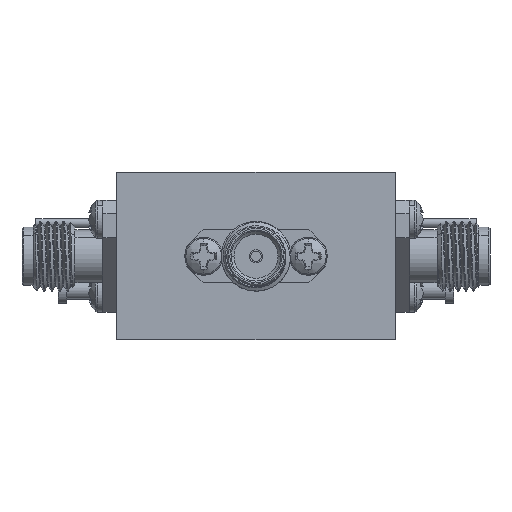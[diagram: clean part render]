
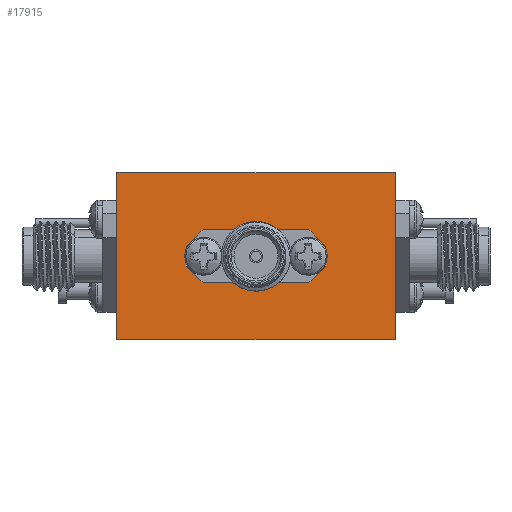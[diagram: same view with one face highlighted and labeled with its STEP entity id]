
A CAD part, front view. The second image highlights one B-rep face of the part: STEP entity #17915.
In plain terms, the highlighted planar face has unit normal (0, -1, 0).
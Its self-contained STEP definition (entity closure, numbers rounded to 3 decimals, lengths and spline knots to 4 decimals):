
#102 = LINE ( 'NONE', #16481, #42666 ) ;
#365 = CARTESIAN_POINT ( 'NONE',  ( 0.25, -0.6, -0.035 ) ) ;
#608 = LINE ( 'NONE', #7848, #24686 ) ;
#653 = DIRECTION ( 'NONE',  ( 0.707, 0., -0.707 ) ) ;
#1343 = CARTESIAN_POINT ( 'NONE',  ( -0.19, -0.6, -0.095 ) ) ;
#1405 = LINE ( 'NONE', #41158, #18770 ) ;
#1580 = EDGE_CURVE ( 'NONE', #18285, #10933, #102, .T. ) ;
#1632 = ORIENTED_EDGE ( 'NONE', *, *, #2873, .F. ) ;
#1765 = EDGE_CURVE ( 'NONE', #45316, #37889, #28665, .T. ) ;
#2217 = DIRECTION ( 'NONE',  ( -1., 0., 0. ) ) ;
#2873 = EDGE_CURVE ( 'NONE', #37889, #18375, #608, .T. ) ;
#3024 = VERTEX_POINT ( 'NONE', #41477 ) ;
#3424 = FACE_BOUND ( 'NONE', #24301, .T. ) ;
#3655 = CARTESIAN_POINT ( 'NONE',  ( -0.19, -0.6, 0.095 ) ) ;
#5101 = CARTESIAN_POINT ( 'NONE',  ( 0.25, -0.6, 0.035 ) ) ;
#5565 = CARTESIAN_POINT ( 'NONE',  ( 0.5, -0.6, 0.3 ) ) ;
#6787 = EDGE_CURVE ( 'NONE', #3024, #35312, #14930, .T. ) ;
#7848 = CARTESIAN_POINT ( 'NONE',  ( 0.19, -0.6, 0.095 ) ) ;
#7947 = VECTOR ( 'NONE', #41657, 39.3701 ) ;
#8374 = VERTEX_POINT ( 'NONE', #32569 ) ;
#9226 = VECTOR ( 'NONE', #2217, 39.3701 ) ;
#9379 = DIRECTION ( 'NONE',  ( 1., 0., 0. ) ) ;
#9422 = ORIENTED_EDGE ( 'NONE', *, *, #24648, .F. ) ;
#9588 = EDGE_CURVE ( 'NONE', #18285, #3024, #1405, .T. ) ;
#10417 = EDGE_LOOP ( 'NONE', ( #21184, #9422, #44065, #28076 ) ) ;
#10933 = VERTEX_POINT ( 'NONE', #21785 ) ;
#11088 = VECTOR ( 'NONE', #33555, 39.3701 ) ;
#11301 = CARTESIAN_POINT ( 'NONE',  ( -0.19, -0.6, -0.095 ) ) ;
#11932 = CARTESIAN_POINT ( 'NONE',  ( -0.25, -0.6, 0.035 ) ) ;
#12409 = LINE ( 'NONE', #37605, #17438 ) ;
#13021 = CARTESIAN_POINT ( 'NONE',  ( 0.25, -0.6, -0.035 ) ) ;
#13411 = CARTESIAN_POINT ( 'NONE',  ( -0.5, -0.6, 0.3 ) ) ;
#13641 = DIRECTION ( 'NONE',  ( 1., 0., 0. ) ) ;
#14048 = FACE_OUTER_BOUND ( 'NONE', #10417, .T. ) ;
#14657 = EDGE_CURVE ( 'NONE', #25681, #15721, #18745, .T. ) ;
#14678 = LINE ( 'NONE', #13021, #7947 ) ;
#14930 = LINE ( 'NONE', #33514, #36251 ) ;
#15041 = EDGE_CURVE ( 'NONE', #8374, #26009, #25444, .T. ) ;
#15676 = LINE ( 'NONE', #5565, #40341 ) ;
#15721 = VERTEX_POINT ( 'NONE', #1343 ) ;
#16481 = CARTESIAN_POINT ( 'NONE',  ( -0.5, -0.6, 0.3 ) ) ;
#16769 = CARTESIAN_POINT ( 'NONE',  ( -0.25, -0.6, -0.095 ) ) ;
#17136 = EDGE_CURVE ( 'NONE', #25681, #45316, #14678, .T. ) ;
#17438 = VECTOR ( 'NONE', #9379, 39.3701 ) ;
#17683 = CARTESIAN_POINT ( 'NONE',  ( 0.19, -0.6, 0.095 ) ) ;
#17915 = ADVANCED_FACE ( 'NONE', ( #14048, #3424 ), #19700, .F. ) ;
#18043 = VECTOR ( 'NONE', #28294, 39.3701 ) ;
#18285 = VERTEX_POINT ( 'NONE', #38215 ) ;
#18375 = VERTEX_POINT ( 'NONE', #17683 ) ;
#18650 = DIRECTION ( 'NONE',  ( -0.707, 0., 0.707 ) ) ;
#18745 = LINE ( 'NONE', #16769, #9226 ) ;
#18770 = VECTOR ( 'NONE', #30837, 39.3701 ) ;
#19455 = CARTESIAN_POINT ( 'NONE',  ( 0.5, -0.6, -0.3 ) ) ;
#19700 = PLANE ( 'NONE',  #25410 ) ;
#19972 = CARTESIAN_POINT ( 'NONE',  ( -0.25, -0.6, -0.035 ) ) ;
#20610 = LINE ( 'NONE', #11932, #11088 ) ;
#21184 = ORIENTED_EDGE ( 'NONE', *, *, #6787, .T. ) ;
#21785 = CARTESIAN_POINT ( 'NONE',  ( 0.5, -0.6, 0.3 ) ) ;
#22479 = VERTEX_POINT ( 'NONE', #3655 ) ;
#22522 = ORIENTED_EDGE ( 'NONE', *, *, #1765, .F. ) ;
#23747 = DIRECTION ( 'NONE',  ( 0., 0., -1. ) ) ;
#23799 = ORIENTED_EDGE ( 'NONE', *, *, #14657, .T. ) ;
#23887 = DIRECTION ( 'NONE',  ( 0., 1., 0. ) ) ;
#24105 = VECTOR ( 'NONE', #653, 39.3701 ) ;
#24301 = EDGE_LOOP ( 'NONE', ( #26408, #45186, #1632, #22522, #29712, #23799, #31705, #28655 ) ) ;
#24648 = EDGE_CURVE ( 'NONE', #10933, #35312, #15676, .T. ) ;
#24686 = VECTOR ( 'NONE', #18650, 39.3701 ) ;
#25410 = AXIS2_PLACEMENT_3D ( 'NONE', #13411, #23887, #34411 ) ;
#25444 = LINE ( 'NONE', #27816, #35557 ) ;
#25681 = VERTEX_POINT ( 'NONE', #26972 ) ;
#26009 = VERTEX_POINT ( 'NONE', #19972 ) ;
#26408 = ORIENTED_EDGE ( 'NONE', *, *, #41272, .F. ) ;
#26972 = CARTESIAN_POINT ( 'NONE',  ( 0.19, -0.6, -0.095 ) ) ;
#27816 = CARTESIAN_POINT ( 'NONE',  ( -0.25, -0.6, -0.035 ) ) ;
#28076 = ORIENTED_EDGE ( 'NONE', *, *, #9588, .T. ) ;
#28294 = DIRECTION ( 'NONE',  ( 0., 0., 1. ) ) ;
#28655 = ORIENTED_EDGE ( 'NONE', *, *, #15041, .F. ) ;
#28665 = LINE ( 'NONE', #46124, #18043 ) ;
#29712 = ORIENTED_EDGE ( 'NONE', *, *, #17136, .F. ) ;
#30837 = DIRECTION ( 'NONE',  ( 0., 0., -1. ) ) ;
#31705 = ORIENTED_EDGE ( 'NONE', *, *, #38255, .F. ) ;
#32569 = CARTESIAN_POINT ( 'NONE',  ( -0.25, -0.6, 0.035 ) ) ;
#33514 = CARTESIAN_POINT ( 'NONE',  ( -0.5, -0.6, -0.3 ) ) ;
#33555 = DIRECTION ( 'NONE',  ( -0.707, 0., -0.707 ) ) ;
#33912 = DIRECTION ( 'NONE',  ( 0., 0., -1. ) ) ;
#34411 = DIRECTION ( 'NONE',  ( 0., 0., 1. ) ) ;
#35312 = VERTEX_POINT ( 'NONE', #19455 ) ;
#35557 = VECTOR ( 'NONE', #23747, 39.3701 ) ;
#36251 = VECTOR ( 'NONE', #37135, 39.3701 ) ;
#37135 = DIRECTION ( 'NONE',  ( 1., 0., 0. ) ) ;
#37605 = CARTESIAN_POINT ( 'NONE',  ( -0.25, -0.6, 0.095 ) ) ;
#37889 = VERTEX_POINT ( 'NONE', #5101 ) ;
#38147 = LINE ( 'NONE', #11301, #24105 ) ;
#38215 = CARTESIAN_POINT ( 'NONE',  ( -0.5, -0.6, 0.3 ) ) ;
#38255 = EDGE_CURVE ( 'NONE', #26009, #15721, #38147, .T. ) ;
#40341 = VECTOR ( 'NONE', #33912, 39.3701 ) ;
#41158 = CARTESIAN_POINT ( 'NONE',  ( -0.5, -0.6, 0.3 ) ) ;
#41272 = EDGE_CURVE ( 'NONE', #22479, #8374, #20610, .T. ) ;
#41477 = CARTESIAN_POINT ( 'NONE',  ( -0.5, -0.6, -0.3 ) ) ;
#41657 = DIRECTION ( 'NONE',  ( 0.707, 0., 0.707 ) ) ;
#42666 = VECTOR ( 'NONE', #13641, 39.3701 ) ;
#44065 = ORIENTED_EDGE ( 'NONE', *, *, #1580, .F. ) ;
#44654 = EDGE_CURVE ( 'NONE', #22479, #18375, #12409, .T. ) ;
#45186 = ORIENTED_EDGE ( 'NONE', *, *, #44654, .T. ) ;
#45316 = VERTEX_POINT ( 'NONE', #365 ) ;
#46124 = CARTESIAN_POINT ( 'NONE',  ( 0.25, -0.6, 0.035 ) ) ;
